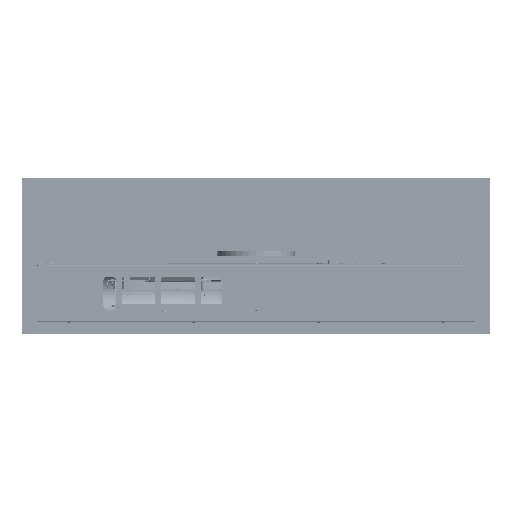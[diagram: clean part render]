
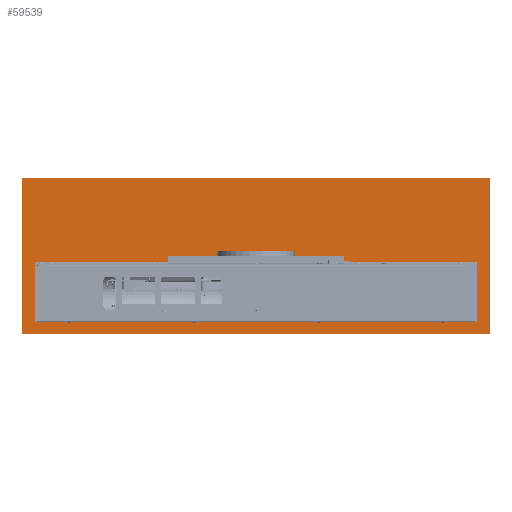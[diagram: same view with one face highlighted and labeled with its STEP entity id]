
A CAD part, front view. The second image highlights one B-rep face of the part: STEP entity #59539.
In plain terms, the highlighted planar face has unit normal (0, -1, 0).
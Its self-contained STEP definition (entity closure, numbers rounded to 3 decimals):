
#3208 = EDGE_CURVE ( 'NONE', #310565, #197499, #124610, .T. ) ;
#8522 = VERTEX_POINT ( 'NONE', #213934 ) ;
#11113 = DIRECTION ( 'NONE',  ( 0., 0., -1. ) ) ;
#17000 = ORIENTED_EDGE ( 'NONE', *, *, #223658, .F. ) ;
#18454 = FACE_OUTER_BOUND ( 'NONE', #135145, .T. ) ;
#24167 = ORIENTED_EDGE ( 'NONE', *, *, #125220, .F. ) ;
#35532 = AXIS2_PLACEMENT_3D ( 'NONE', #332801, #119137, #368880 ) ;
#59539 = ADVANCED_FACE ( 'NONE', ( #197280, #18454 ), #79964, .F. ) ;
#69941 = CARTESIAN_POINT ( 'NONE',  ( -425., -30.6, -59. ) ) ;
#71828 = ORIENTED_EDGE ( 'NONE', *, *, #332651, .F. ) ;
#74639 = ORIENTED_EDGE ( 'NONE', *, *, #272651, .F. ) ;
#76664 = CARTESIAN_POINT ( 'NONE',  ( -425., -30.6, -59. ) ) ;
#79964 = PLANE ( 'NONE',  #35532 ) ;
#94229 = EDGE_LOOP ( 'NONE', ( #261001, #143428, #71828, #350595 ) ) ;
#101514 = CARTESIAN_POINT ( 'NONE',  ( 450., -30.6, 218.5 ) ) ;
#119137 = DIRECTION ( 'NONE',  ( 0., 1., 0. ) ) ;
#121386 = DIRECTION ( 'NONE',  ( -1., 0., 0. ) ) ;
#124610 = LINE ( 'NONE', #288944, #208280 ) ;
#125220 = EDGE_CURVE ( 'NONE', #331469, #233730, #217708, .T. ) ;
#126920 = DIRECTION ( 'NONE',  ( 0., 0., 1. ) ) ;
#130777 = DIRECTION ( 'NONE',  ( 0., 0., 1. ) ) ;
#135145 = EDGE_LOOP ( 'NONE', ( #24167, #74639, #348420, #17000 ) ) ;
#138139 = CARTESIAN_POINT ( 'NONE',  ( -425., -30.6, 56. ) ) ;
#143428 = ORIENTED_EDGE ( 'NONE', *, *, #3208, .F. ) ;
#156711 = CARTESIAN_POINT ( 'NONE',  ( -425., -30.6, 56. ) ) ;
#166414 = LINE ( 'NONE', #380548, #250105 ) ;
#176270 = LINE ( 'NONE', #371146, #260007 ) ;
#181115 = VECTOR ( 'NONE', #398374, 1000. ) ;
#188163 = LINE ( 'NONE', #438888, #461810 ) ;
#192491 = DIRECTION ( 'NONE',  ( -1., 0., 0. ) ) ;
#197280 = FACE_BOUND ( 'NONE', #94229, .T. ) ;
#197499 = VERTEX_POINT ( 'NONE', #69941 ) ;
#208280 = VECTOR ( 'NONE', #324818, 1000. ) ;
#213934 = CARTESIAN_POINT ( 'NONE',  ( 425., -30.6, -59. ) ) ;
#217708 = LINE ( 'NONE', #268908, #312531 ) ;
#223658 = EDGE_CURVE ( 'NONE', #233730, #323490, #342804, .T. ) ;
#223928 = CARTESIAN_POINT ( 'NONE',  ( -450., -30.6, 218.5 ) ) ;
#232814 = VECTOR ( 'NONE', #192491, 1000. ) ;
#233730 = VERTEX_POINT ( 'NONE', #223928 ) ;
#239548 = EDGE_CURVE ( 'NONE', #197499, #8522, #382210, .T. ) ;
#247854 = VECTOR ( 'NONE', #445534, 1000. ) ;
#250105 = VECTOR ( 'NONE', #130777, 1000. ) ;
#260007 = VECTOR ( 'NONE', #121386, 1000. ) ;
#261001 = ORIENTED_EDGE ( 'NONE', *, *, #239548, .F. ) ;
#268908 = CARTESIAN_POINT ( 'NONE',  ( -450., -30.6, -81.5 ) ) ;
#272651 = EDGE_CURVE ( 'NONE', #287031, #331469, #176270, .T. ) ;
#287031 = VERTEX_POINT ( 'NONE', #367264 ) ;
#288944 = CARTESIAN_POINT ( 'NONE',  ( -425., -30.6, -59. ) ) ;
#292433 = CARTESIAN_POINT ( 'NONE',  ( -450., -30.6, -81.5 ) ) ;
#310565 = VERTEX_POINT ( 'NONE', #138139 ) ;
#312531 = VECTOR ( 'NONE', #126920, 1000. ) ;
#323490 = VERTEX_POINT ( 'NONE', #101514 ) ;
#324818 = DIRECTION ( 'NONE',  ( 0., 0., -1. ) ) ;
#327699 = LINE ( 'NONE', #156711, #232814 ) ;
#331469 = VERTEX_POINT ( 'NONE', #292433 ) ;
#332651 = EDGE_CURVE ( 'NONE', #405506, #310565, #327699, .T. ) ;
#332801 = CARTESIAN_POINT ( 'NONE',  ( 0., -30.6, -1.5 ) ) ;
#337763 = CARTESIAN_POINT ( 'NONE',  ( -450., -30.6, 218.5 ) ) ;
#342804 = LINE ( 'NONE', #337763, #247854 ) ;
#348420 = ORIENTED_EDGE ( 'NONE', *, *, #412642, .F. ) ;
#350068 = CARTESIAN_POINT ( 'NONE',  ( 425., -30.6, 56. ) ) ;
#350595 = ORIENTED_EDGE ( 'NONE', *, *, #399701, .F. ) ;
#367264 = CARTESIAN_POINT ( 'NONE',  ( 450., -30.6, -81.5 ) ) ;
#368880 = DIRECTION ( 'NONE',  ( 0., 0., 1. ) ) ;
#371146 = CARTESIAN_POINT ( 'NONE',  ( -450., -30.6, -81.5 ) ) ;
#380548 = CARTESIAN_POINT ( 'NONE',  ( 425., -30.6, -59. ) ) ;
#382210 = LINE ( 'NONE', #76664, #181115 ) ;
#398374 = DIRECTION ( 'NONE',  ( 1., 0., 0. ) ) ;
#399701 = EDGE_CURVE ( 'NONE', #8522, #405506, #166414, .T. ) ;
#405506 = VERTEX_POINT ( 'NONE', #350068 ) ;
#412642 = EDGE_CURVE ( 'NONE', #323490, #287031, #188163, .T. ) ;
#438888 = CARTESIAN_POINT ( 'NONE',  ( 450., -30.6, -81.5 ) ) ;
#445534 = DIRECTION ( 'NONE',  ( 1., 0., 0. ) ) ;
#461810 = VECTOR ( 'NONE', #11113, 1000. ) ;
